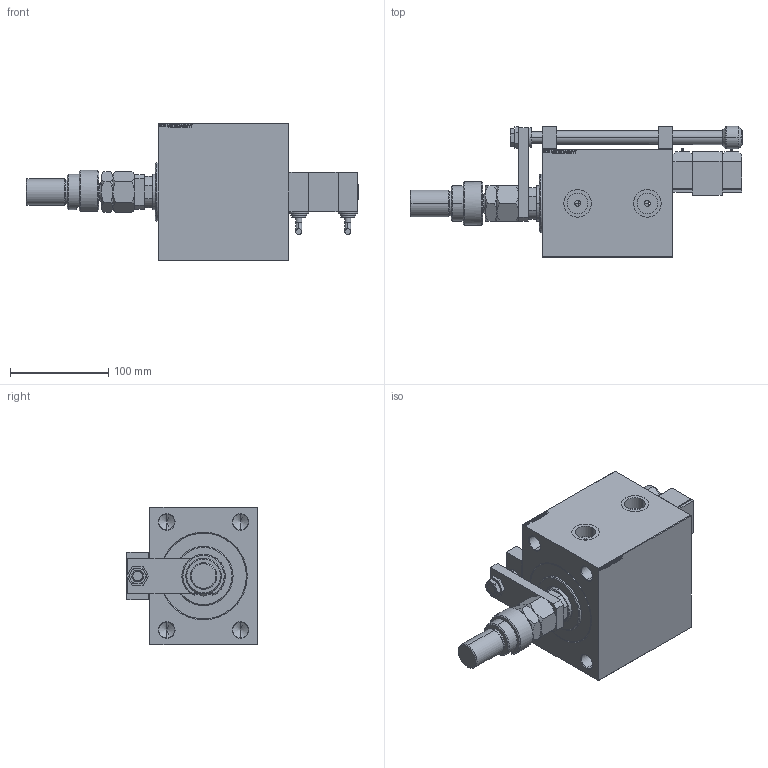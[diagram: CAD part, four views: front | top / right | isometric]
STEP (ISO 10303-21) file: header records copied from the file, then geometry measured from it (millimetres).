
FILE_DESCRIPTION (( 'STEP AP203' ), '1' );
FILE_NAME ('8b83.STEP', '2021-03-18T16:27:38', ( '' ), ( '' ), 'SwSTEP 2.0', 'SolidWorks 2019', '' );
FILE_SCHEMA (( 'CONFIG_CONTROL_DESIGN' ));
Length unit declared in the file: millimetre
Products named in the file (16): ZARAZKA_P a9817cfa9a9be43d44a23a4b737870dc; V450CM_B_VCP a9817cfa9a9be43d44a23a4b737870dc; KROUZEK_PRO_TYC a9817cfa9a9be43d44a23a4b737870dc; MFA a9817cfa9a9be43d44a23a4b737870dc; MIDDLE a9817cfa9a9be43d44a23a4b737870dc; SWITCH P a9817cfa9a9be43d44a23a4b737870dc; V450CM_VC_B a9817cfa9a9be43d44a23a4b737870dc; NUT_D16 a9817cfa9a9be43d44a23a4b737870dc; V450CM_B a9817cfa9a9be43d44a23a4b737870dc; NUT_D19_P a9817cfa9a9be43d44a23a4b737870dc; TYC_P a9817cfa9a9be43d44a23a4b737870dc; FEMALE_PART_FOR_DFA a9817cfa9a9be43d44a23a4b737870dc; 8b83; SWITCH DIM W_B a9817cfa9a9be43d44a23a4b737870dc; SWITCH_P_FRONT_BACK a9817cfa9a9be43d44a23a4b737870dc; P_V_Z_DFA a9817cfa9a9be43d44a23a4b737870dc
Assembly tree (17 placements, depth 3):
  8b83
    V450CM_B a9817cfa9a9be43d44a23a4b737870dc
    V450CM_B_VCP a9817cfa9a9be43d44a23a4b737870dc
    V450CM_VC_B a9817cfa9a9be43d44a23a4b737870dc
    NUT_D16 a9817cfa9a9be43d44a23a4b737870dc
    NUT_D19_P a9817cfa9a9be43d44a23a4b737870dc
    SWITCH DIM W_B a9817cfa9a9be43d44a23a4b737870dc
    ZARAZKA_P a9817cfa9a9be43d44a23a4b737870dc
    TYC_P a9817cfa9a9be43d44a23a4b737870dc
    SWITCH_P_FRONT_BACK a9817cfa9a9be43d44a23a4b737870dc  x2
    SWITCH P a9817cfa9a9be43d44a23a4b737870dc  x2
    MIDDLE a9817cfa9a9be43d44a23a4b737870dc
    KROUZEK_PRO_TYC a9817cfa9a9be43d44a23a4b737870dc
    P_V_Z_DFA a9817cfa9a9be43d44a23a4b737870dc
      FEMALE_PART_FOR_DFA a9817cfa9a9be43d44a23a4b737870dc
      MFA a9817cfa9a9be43d44a23a4b737870dc
Bounding box: 337.8 x 133.5 x 140 mm (x, y, z)
Volume: 2122918 mm3; surface area: 273993.6 mm2
Topology: 16 solids, 16 shells, 1207 faces, 2987 edges, 1928 vertices
Faces by surface type: plane 547, bspline 380, cylinder 135, cone 109, torus 36
Entity records: 53528 total; most frequent: CARTESIAN_POINT 27119, ORIENTED_EDGE 5642, DIRECTION 3906, EDGE_CURVE 2821, VERTEX_POINT 1832, VECTOR 1580, LINE 1580, EDGE_LOOP 1297
